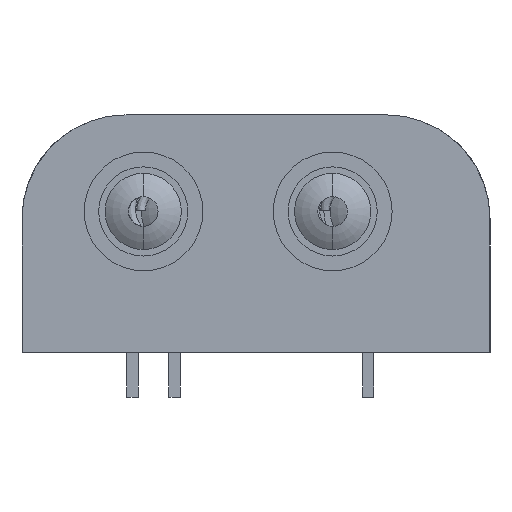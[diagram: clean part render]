
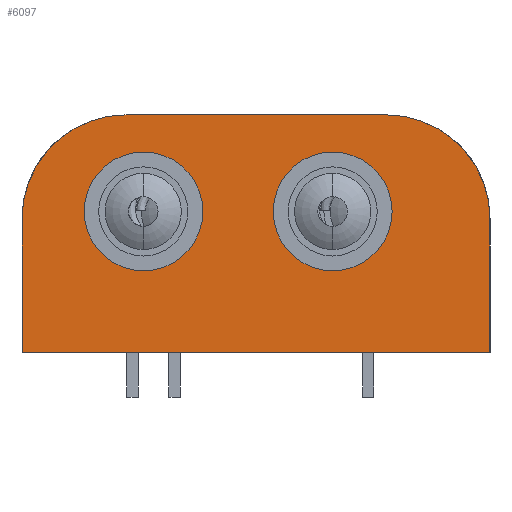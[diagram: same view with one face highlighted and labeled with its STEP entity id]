
A CAD part, front view. The second image highlights one B-rep face of the part: STEP entity #6097.
In plain terms, the highlighted planar face has unit normal (0, -1, 0).
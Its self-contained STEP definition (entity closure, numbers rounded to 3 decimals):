
#1190 = CARTESIAN_POINT ( 'NONE',  ( -32.5, 8.44, -6.55 ) ) ;
#1296 = DIRECTION ( 'NONE',  ( -1., 0., 0. ) ) ;
#1447 = CIRCLE ( 'NONE', #11551, 7. ) ;
#2044 = CARTESIAN_POINT ( 'NONE',  ( -2.25, 8.44, -7.55 ) ) ;
#2891 = CIRCLE ( 'NONE', #27893, 4. ) ;
#3012 = CARTESIAN_POINT ( 'NONE',  ( -32.5, 8.44, -7.55 ) ) ;
#3766 = EDGE_CURVE ( 'NONE', #10221, #12475, #35478, .T. ) ;
#3954 = LINE ( 'NONE', #21103, #29973 ) ;
#4069 = DIRECTION ( 'NONE',  ( 1., 0., 0. ) ) ;
#4634 = ORIENTED_EDGE ( 'NONE', *, *, #22416, .F. ) ;
#4680 = DIRECTION ( 'NONE',  ( 0., -1., 0. ) ) ;
#4783 = CARTESIAN_POINT ( 'NONE',  ( -11.59, 8.44, 1.95 ) ) ;
#5476 = CARTESIAN_POINT ( 'NONE',  ( -32.5, 8.44, 1.45 ) ) ;
#5545 = CARTESIAN_POINT ( 'NONE',  ( -1., 8.44, -7.55 ) ) ;
#5583 = VECTOR ( 'NONE', #1296, 1000. ) ;
#5771 = EDGE_CURVE ( 'NONE', #34345, #12475, #26803, .T. ) ;
#5948 = EDGE_CURVE ( 'NONE', #21906, #28922, #1447, .T. ) ;
#6097 = ADVANCED_FACE ( 'NONE', ( #36380, #33760, #8269 ), #36001, .F. ) ;
#6622 = CARTESIAN_POINT ( 'NONE',  ( -15.59, 8.44, 1.95 ) ) ;
#6639 = CIRCLE ( 'NONE', #10838, 4. ) ;
#7380 = AXIS2_PLACEMENT_3D ( 'NONE', #10697, #33205, #16478 ) ;
#8269 = FACE_OUTER_BOUND ( 'NONE', #11729, .T. ) ;
#8363 = VERTEX_POINT ( 'NONE', #34439 ) ;
#8430 = VECTOR ( 'NONE', #26080, 1000. ) ;
#8823 = DIRECTION ( 'NONE',  ( 0., -1., 0. ) ) ;
#8973 = EDGE_CURVE ( 'NONE', #31425, #27702, #6639, .T. ) ;
#9077 = CIRCLE ( 'NONE', #26340, 4. ) ;
#10035 = ORIENTED_EDGE ( 'NONE', *, *, #5948, .F. ) ;
#10221 = VERTEX_POINT ( 'NONE', #5476 ) ;
#10419 = CARTESIAN_POINT ( 'NONE',  ( -8., 8.44, 1.45 ) ) ;
#10697 = CARTESIAN_POINT ( 'NONE',  ( -31.25, 8.44, -6.55 ) ) ;
#10838 = AXIS2_PLACEMENT_3D ( 'NONE', #4783, #35482, #18748 ) ;
#11003 = ORIENTED_EDGE ( 'NONE', *, *, #35551, .F. ) ;
#11551 = AXIS2_PLACEMENT_3D ( 'NONE', #10419, #21782, #4069 ) ;
#11729 = EDGE_LOOP ( 'NONE', ( #20945, #23730, #30628, #20891, #10035, #4634 ) ) ;
#12475 = VERTEX_POINT ( 'NONE', #3012 ) ;
#13027 = VERTEX_POINT ( 'NONE', #28662 ) ;
#13148 = AXIS2_PLACEMENT_3D ( 'NONE', #25976, #29287, #25794 ) ;
#13282 = CARTESIAN_POINT ( 'NONE',  ( -11.59, 8.44, 1.95 ) ) ;
#14720 = CARTESIAN_POINT ( 'NONE',  ( -1., 8.44, -6.55 ) ) ;
#14731 = CARTESIAN_POINT ( 'NONE',  ( -24.32, 8.44, 1.95 ) ) ;
#14959 = DIRECTION ( 'NONE',  ( 1., 0., 0. ) ) ;
#16478 = DIRECTION ( 'NONE',  ( -1., 0., 0. ) ) ;
#16992 = DIRECTION ( 'NONE',  ( -1., 0., 0. ) ) ;
#17588 = DIRECTION ( 'NONE',  ( 0., 0., -1. ) ) ;
#18748 = DIRECTION ( 'NONE',  ( -1., 0., 0. ) ) ;
#19044 = AXIS2_PLACEMENT_3D ( 'NONE', #20368, #8823, #31519 ) ;
#19926 = EDGE_CURVE ( 'NONE', #28922, #34345, #29576, .T. ) ;
#20368 = CARTESIAN_POINT ( 'NONE',  ( -24.32, 8.44, 1.95 ) ) ;
#20891 = ORIENTED_EDGE ( 'NONE', *, *, #19926, .F. ) ;
#20945 = ORIENTED_EDGE ( 'NONE', *, *, #35598, .F. ) ;
#21103 = CARTESIAN_POINT ( 'NONE',  ( -31.25, 8.44, 8.45 ) ) ;
#21118 = EDGE_CURVE ( 'NONE', #27702, #31425, #9077, .T. ) ;
#21782 = DIRECTION ( 'NONE',  ( 0., 1., 0. ) ) ;
#21906 = VERTEX_POINT ( 'NONE', #26526 ) ;
#22416 = EDGE_CURVE ( 'NONE', #13027, #21906, #3954, .T. ) ;
#22575 = EDGE_LOOP ( 'NONE', ( #11003, #36086 ) ) ;
#22642 = CARTESIAN_POINT ( 'NONE',  ( -1., 8.44, 1.45 ) ) ;
#23369 = VECTOR ( 'NONE', #17588, 1000. ) ;
#23730 = ORIENTED_EDGE ( 'NONE', *, *, #3766, .T. ) ;
#24453 = CARTESIAN_POINT ( 'NONE',  ( -20.32, 8.44, 1.95 ) ) ;
#24720 = VERTEX_POINT ( 'NONE', #24453 ) ;
#25794 = DIRECTION ( 'NONE',  ( 1., 0., 0. ) ) ;
#25976 = CARTESIAN_POINT ( 'NONE',  ( -25.5, 8.44, 1.45 ) ) ;
#26080 = DIRECTION ( 'NONE',  ( 0., 0., -1. ) ) ;
#26340 = AXIS2_PLACEMENT_3D ( 'NONE', #13282, #4680, #33520 ) ;
#26526 = CARTESIAN_POINT ( 'NONE',  ( -8., 8.44, 8.45 ) ) ;
#26803 = LINE ( 'NONE', #2044, #5583 ) ;
#27702 = VERTEX_POINT ( 'NONE', #34368 ) ;
#27893 = AXIS2_PLACEMENT_3D ( 'NONE', #14731, #34438, #16992 ) ;
#28662 = CARTESIAN_POINT ( 'NONE',  ( -25.5, 8.44, 8.45 ) ) ;
#28922 = VERTEX_POINT ( 'NONE', #22642 ) ;
#29287 = DIRECTION ( 'NONE',  ( 0., 1., 0. ) ) ;
#29576 = LINE ( 'NONE', #14720, #8430 ) ;
#29973 = VECTOR ( 'NONE', #14959, 1000. ) ;
#30628 = ORIENTED_EDGE ( 'NONE', *, *, #5771, .F. ) ;
#31425 = VERTEX_POINT ( 'NONE', #6622 ) ;
#31518 = CIRCLE ( 'NONE', #13148, 7. ) ;
#31519 = DIRECTION ( 'NONE',  ( -1., 0., 0. ) ) ;
#31634 = EDGE_LOOP ( 'NONE', ( #36279, #32115 ) ) ;
#32115 = ORIENTED_EDGE ( 'NONE', *, *, #21118, .F. ) ;
#33165 = EDGE_CURVE ( 'NONE', #24720, #8363, #2891, .T. ) ;
#33205 = DIRECTION ( 'NONE',  ( 0., 1., 0. ) ) ;
#33520 = DIRECTION ( 'NONE',  ( -1., 0., 0. ) ) ;
#33760 = FACE_BOUND ( 'NONE', #31634, .T. ) ;
#34345 = VERTEX_POINT ( 'NONE', #5545 ) ;
#34368 = CARTESIAN_POINT ( 'NONE',  ( -7.59, 8.44, 1.95 ) ) ;
#34438 = DIRECTION ( 'NONE',  ( 0., -1., 0. ) ) ;
#34439 = CARTESIAN_POINT ( 'NONE',  ( -28.32, 8.44, 1.95 ) ) ;
#35065 = CIRCLE ( 'NONE', #19044, 4. ) ;
#35478 = LINE ( 'NONE', #1190, #23369 ) ;
#35482 = DIRECTION ( 'NONE',  ( 0., -1., 0. ) ) ;
#35551 = EDGE_CURVE ( 'NONE', #8363, #24720, #35065, .T. ) ;
#35598 = EDGE_CURVE ( 'NONE', #10221, #13027, #31518, .T. ) ;
#36001 = PLANE ( 'NONE',  #7380 ) ;
#36086 = ORIENTED_EDGE ( 'NONE', *, *, #33165, .F. ) ;
#36279 = ORIENTED_EDGE ( 'NONE', *, *, #8973, .F. ) ;
#36380 = FACE_BOUND ( 'NONE', #22575, .T. ) ;
